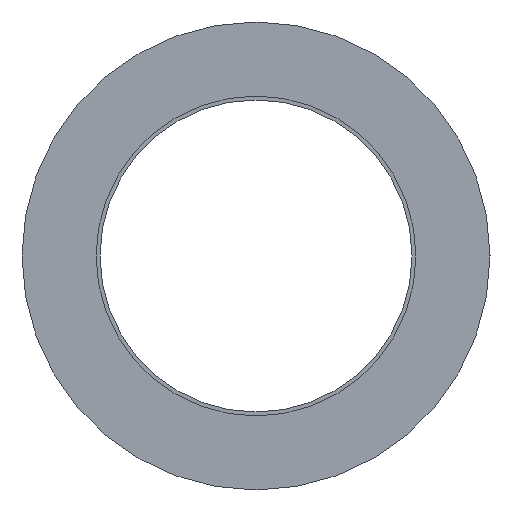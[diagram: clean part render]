
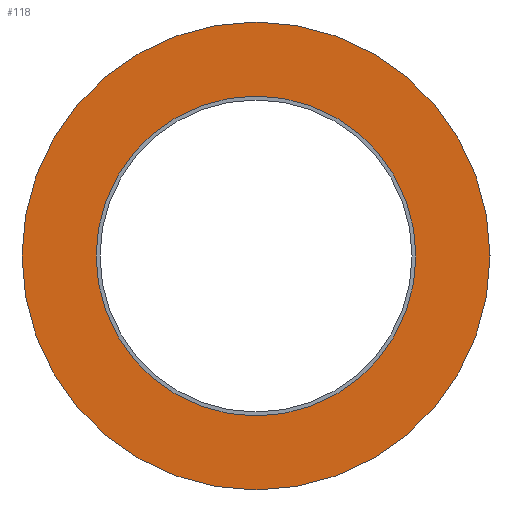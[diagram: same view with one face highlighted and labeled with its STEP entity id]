
A CAD part, left-side view. The second image highlights one B-rep face of the part: STEP entity #118.
In plain terms, the highlighted planar face has unit normal (-1, 0, 0).
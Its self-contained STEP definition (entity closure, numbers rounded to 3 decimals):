
#80 = EDGE_CURVE( '', #100, #106, #181, .T. );
#82 = EDGE_CURVE( '', #106, #100, #183, .T. );
#94 = VERTEX_POINT( '', #198 );
#96 = VERTEX_POINT( '', #200 );
#100 = VERTEX_POINT( '', #204 );
#104 = EDGE_CURVE( '', #94, #96, #208, .T. );
#106 = VERTEX_POINT( '', #210 );
#118 = ADVANCED_FACE( '', ( #223, #224 ), #225, .T. );
#122 = EDGE_CURVE( '', #96, #94, #229, .T. );
#181 = CIRCLE( '', #282, 6. );
#183 = CIRCLE( '', #285, 6. );
#198 = CARTESIAN_POINT( '', ( 0., 4.1, 0. ) );
#200 = CARTESIAN_POINT( '', ( 0., -4.1, 0. ) );
#204 = CARTESIAN_POINT( '', ( 0., -6., 0. ) );
#208 = CIRCLE( '', #314, 4.1 );
#210 = CARTESIAN_POINT( '', ( 0., 6., 0. ) );
#223 = FACE_BOUND( '', #335, .T. );
#224 = FACE_OUTER_BOUND( '', #336, .T. );
#225 = PLANE( '', #337 );
#229 = CIRCLE( '', #342, 4.1 );
#282 = AXIS2_PLACEMENT_3D( '', #410, #411, #412 );
#285 = AXIS2_PLACEMENT_3D( '', #413, #414, #415 );
#314 = AXIS2_PLACEMENT_3D( '', #436, #437, #438 );
#335 = EDGE_LOOP( '', ( #451, #452 ) );
#336 = EDGE_LOOP( '', ( #453, #454 ) );
#337 = AXIS2_PLACEMENT_3D( '', #455, #456, #457 );
#342 = AXIS2_PLACEMENT_3D( '', #458, #459, #460 );
#410 = CARTESIAN_POINT( '', ( 0., 0., 0. ) );
#411 = DIRECTION( '', ( -1., 0., 0. ) );
#412 = DIRECTION( '', ( 0., 1., 0. ) );
#413 = CARTESIAN_POINT( '', ( 0., 0., 0. ) );
#414 = DIRECTION( '', ( -1., 0., 0. ) );
#415 = DIRECTION( '', ( 0., 1., 0. ) );
#436 = CARTESIAN_POINT( '', ( 0., 0., 0. ) );
#437 = DIRECTION( '', ( -1., 0., 0. ) );
#438 = DIRECTION( '', ( 0., 1., 0. ) );
#451 = ORIENTED_EDGE( '', *, *, #104, .F. );
#452 = ORIENTED_EDGE( '', *, *, #122, .F. );
#453 = ORIENTED_EDGE( '', *, *, #82, .T. );
#454 = ORIENTED_EDGE( '', *, *, #80, .T. );
#455 = CARTESIAN_POINT( '', ( 0., 5.05, 0. ) );
#456 = DIRECTION( '', ( -1., 0., 0. ) );
#457 = DIRECTION( '', ( 0., 1., 0. ) );
#458 = CARTESIAN_POINT( '', ( 0., 0., 0. ) );
#459 = DIRECTION( '', ( -1., 0., 0. ) );
#460 = DIRECTION( '', ( 0., 1., 0. ) );
